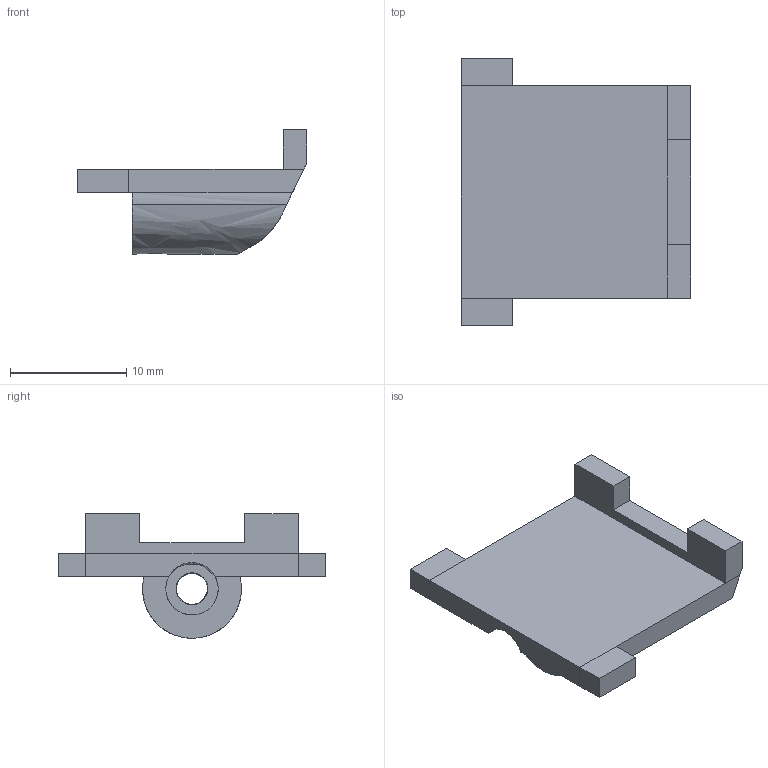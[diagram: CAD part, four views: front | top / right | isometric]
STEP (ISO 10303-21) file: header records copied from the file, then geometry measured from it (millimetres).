
FILE_DESCRIPTION(/* description */ (''),/* implementation_level */ '2;1');
FILE_NAME(/* name */ 'PCB_LOCK',/* time_stamp */ '2019-10-18T18:11:15+02:00',/* author */ (''),/* organization */ (''),/* preprocessor_version */ 'ST-DEVELOPER v16.5',/* originating_system */ '',/* authorisation */ '');
FILE_SCHEMA (('AUTOMOTIVE_DESIGN'));
Length unit declared in the file: millimetre
Products named in the file (1): Document
Bounding box: 19.7 x 23 x 10.7 mm (x, y, z)
Volume: 1112.5 mm3; surface area: 1309.6 mm2
Topology: 1 solids, 1 shells, 37 faces, 97 edges, 61 vertices
Faces by surface type: plane 28, bspline 9
Entity records: 1227 total; most frequent: CARTESIAN_POINT 568, ORIENTED_EDGE 194, EDGE_CURVE 97, B_SPLINE_CURVE_WITH_KNOTS 75, VERTEX_POINT 61, EDGE_LOOP 38, ADVANCED_FACE 37, FACE_OUTER_BOUND 37
